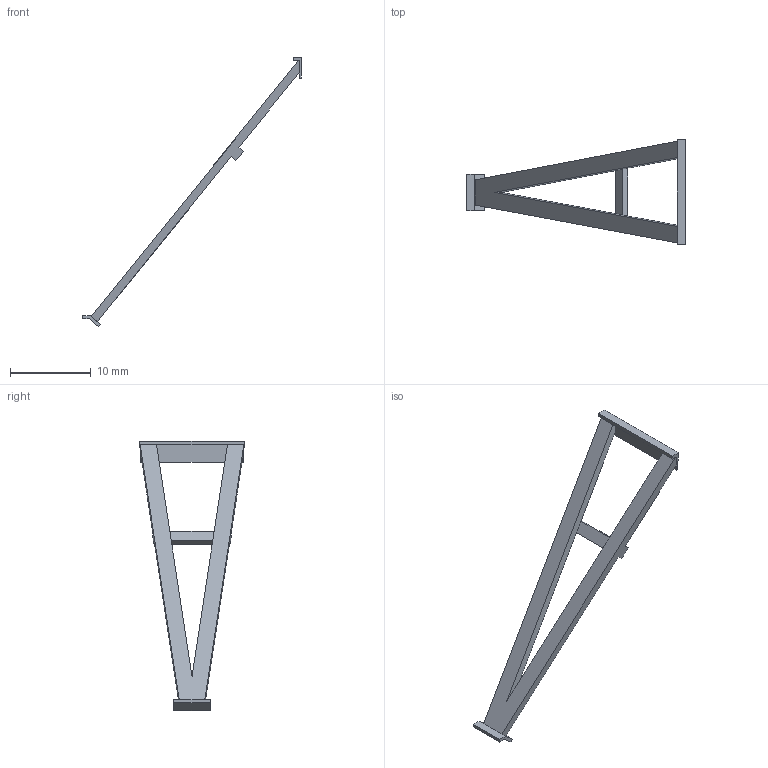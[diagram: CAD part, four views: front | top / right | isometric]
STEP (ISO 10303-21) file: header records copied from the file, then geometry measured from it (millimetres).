
FILE_DESCRIPTION((''),'2;1');
FILE_NAME('SUPORT','2022-07-06T10:10:17',('e765726'),(''),'CREO PARAMETRIC BY PTC INC, 2022024','CREO PARAMETRIC BY PTC INC, 2022024','');
FILE_SCHEMA(('CONFIG_CONTROL_DESIGN'));
Length unit declared in the file: millimetre
Products named in the file (1): SUPORT
Bounding box: 27.1 x 12.99 x 33.42 mm (x, y, z)
Volume: 193.1 mm3; surface area: 627.9 mm2
Topology: 1 solids, 1 shells, 28 faces, 86 edges, 60 vertices
Faces by surface type: plane 28
Entity records: 985 total; most frequent: CARTESIAN_POINT 169, ORIENTED_EDGE 166, DIRECTION 144, VECTOR 86, LINE 86, EDGE_CURVE 83, VERTEX_POINT 54, AXIS2_PLACEMENT_3D 29
